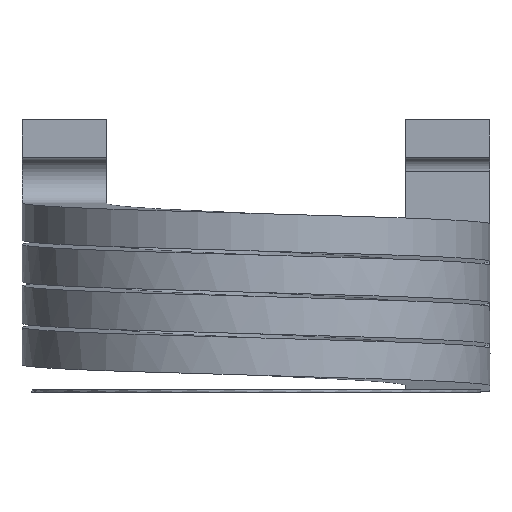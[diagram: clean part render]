
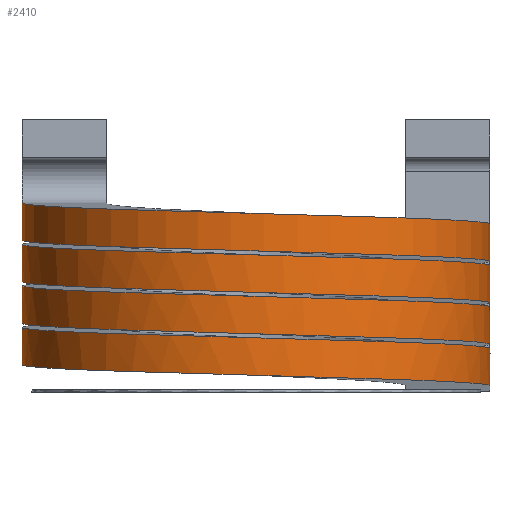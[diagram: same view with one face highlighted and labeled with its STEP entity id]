
A CAD part, front view. The second image highlights one B-rep face of the part: STEP entity #2410.
In plain terms, the highlighted cylindrical face has radius 5 mm (diameter 10 mm), a partial arc.
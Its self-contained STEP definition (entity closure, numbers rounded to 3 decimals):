
#26=(
BOUNDED_CURVE()
B_SPLINE_CURVE(2,(#3166,#3167,#3168,#3169,#3170,#3171,#3172,#3173,#3174,
#3175,#3176,#3177,#3178),.UNSPECIFIED.,.F.,.F.)
B_SPLINE_CURVE_WITH_KNOTS((3,2,2,2,2,2,3),(0.,0.042,0.083,
0.125,0.167,0.208,0.215),
 .UNSPECIFIED.)
CURVE()
GEOMETRIC_REPRESENTATION_ITEM()
RATIONAL_B_SPLINE_CURVE((1.,0.866,1.,0.866,1.,0.866,
1.,0.866,1.,0.866,1.,0.978,0.963))
REPRESENTATION_ITEM('')
);
#28=(
BOUNDED_CURVE()
B_SPLINE_CURVE(2,(#3183,#3184,#3185,#3186,#3187,#3188,#3189,#3190,#3191,
#3192,#3193,#3194,#3195,#3196,#3197,#3198,#3199,#3200,#3201,#3202,#3203,
#3204,#3205,#3206,#3207,#3208,#3209,#3210,#3211,#3212,#3213,#3214,#3215),
 .UNSPECIFIED.,.F.,.F.)
B_SPLINE_CURVE_WITH_KNOTS((3,2,2,2,2,2,2,2,2,2,2,2,2,2,2,2,3),(0.226,
0.25,0.292,0.333,0.375,0.417,0.458,
0.5,0.542,0.583,0.625,0.667,0.708,
0.75,0.792,0.833,0.875),.UNSPECIFIED.)
CURVE()
GEOMETRIC_REPRESENTATION_ITEM()
RATIONAL_B_SPLINE_CURVE((0.935,0.923,1.,0.866,
1.,0.866,1.,0.866,1.,0.866,1.,0.866,
1.,0.866,1.,0.866,1.,0.866,1.,0.866,
1.,0.866,1.,0.866,1.,0.866,1.,0.866,
1.,0.866,1.,0.866,1.))
REPRESENTATION_ITEM('')
);
#30=(
BOUNDED_CURVE()
B_SPLINE_CURVE(2,(#3263,#3264,#3265,#3266,#3267,#3268,#3269,#3270,#3271,
#3272,#3273,#3274,#3275,#3276,#3277,#3278,#3279,#3280,#3281,#3282,#3283,
#3284,#3285,#3286,#3287,#3288,#3289,#3290,#3291,#3292,#3293,#3294,#3295,
#3296,#3297,#3298,#3299,#3300,#3301,#3302,#3303,#3304,#3305),
 .UNSPECIFIED.,.F.,.F.)
B_SPLINE_CURVE_WITH_KNOTS((3,2,2,2,2,2,2,2,2,2,2,2,2,2,2,2,2,2,2,2,2,3),
(0.,0.042,0.083,0.125,0.167,0.208,
0.25,0.292,0.333,0.375,0.417,0.458,
0.5,0.542,0.583,0.625,0.667,0.708,
0.75,0.792,0.833,0.875),.UNSPECIFIED.)
CURVE()
GEOMETRIC_REPRESENTATION_ITEM()
RATIONAL_B_SPLINE_CURVE((1.,0.866,1.,0.866,1.,0.866,
1.,0.866,1.,0.866,1.,0.866,1.,0.866,
1.,0.866,1.,0.866,1.,0.866,1.,0.866,
1.,0.866,1.,0.866,1.,0.866,1.,0.866,
1.,0.866,1.,0.866,1.,0.866,1.,0.866,
1.,0.866,1.,0.866,1.))
REPRESENTATION_ITEM('')
);
#54=CIRCLE('',#2522,5.);
#62=CYLINDRICAL_SURFACE('',#2521,5.);
#77=LINE('',#2955,#182);
#95=LINE('',#3261,#200);
#96=LINE('',#3307,#201);
#182=VECTOR('',#2629,1000.);
#200=VECTOR('',#2657,1000.);
#201=VECTOR('',#2658,1000.);
#331=ORIENTED_EDGE('',*,*,#815,.T.);
#332=ORIENTED_EDGE('',*,*,#824,.F.);
#333=ORIENTED_EDGE('',*,*,#849,.F.);
#334=ORIENTED_EDGE('',*,*,#854,.T.);
#335=ORIENTED_EDGE('',*,*,#855,.T.);
#336=ORIENTED_EDGE('',*,*,#856,.F.);
#337=ORIENTED_EDGE('',*,*,#851,.F.);
#338=ORIENTED_EDGE('',*,*,#857,.F.);
#815=EDGE_CURVE('',#1080,#1081,#1255,.F.);
#824=EDGE_CURVE('',#1087,#1081,#77,.T.);
#849=EDGE_CURVE('',#1110,#1087,#26,.T.);
#851=EDGE_CURVE('',#1111,#1078,#28,.T.);
#854=EDGE_CURVE('',#1110,#1112,#95,.T.);
#855=EDGE_CURVE('',#1112,#1113,#30,.T.);
#856=EDGE_CURVE('',#1078,#1113,#96,.T.);
#857=EDGE_CURVE('',#1080,#1111,#54,.T.);
#1078=VERTEX_POINT('',#2919);
#1080=VERTEX_POINT('',#2930);
#1081=VERTEX_POINT('',#2931);
#1087=VERTEX_POINT('',#2953);
#1110=VERTEX_POINT('',#3179);
#1111=VERTEX_POINT('',#3182);
#1112=VERTEX_POINT('',#3262);
#1113=VERTEX_POINT('',#3306);
#1255=B_SPLINE_CURVE_WITH_KNOTS('',3,(#2926,#2927,#2928,#2929),
 .UNSPECIFIED.,.F.,.F.,(4,4),(0.,1.),.UNSPECIFIED.);
#1400=EDGE_LOOP('',(#331,#332,#333,#334,#335,#336,#337,#338));
#1513=FACE_BOUND('',#1400,.T.);
#2410=ADVANCED_FACE('',(#1513),#62,.T.);
#2521=AXIS2_PLACEMENT_3D('',#3260,#2655,#2656);
#2522=AXIS2_PLACEMENT_3D('',#3308,#2659,#2660);
#2629=DIRECTION('',(0.,0.,1.));
#2655=DIRECTION('',(0.,0.,-1.));
#2656=DIRECTION('',(1.,0.,0.));
#2657=DIRECTION('',(0.,0.,1.));
#2658=DIRECTION('',(0.,0.,1.));
#2659=DIRECTION('',(0.,0.,-1.));
#2660=DIRECTION('',(-1.,0.,0.));
#2919=CARTESIAN_POINT('',(-5.,0.,2.7));
#2926=CARTESIAN_POINT('',(3.2,3.842,0.379));
#2927=CARTESIAN_POINT('',(3.293,3.765,0.393));
#2928=CARTESIAN_POINT('',(3.379,3.687,0.4));
#2929=CARTESIAN_POINT('',(3.459,3.61,0.4));
#2930=CARTESIAN_POINT('',(3.459,3.61,0.4));
#2931=CARTESIAN_POINT('',(3.2,3.842,0.379));
#2953=CARTESIAN_POINT('',(3.2,3.842,0.361));
#2955=CARTESIAN_POINT('',(3.2,3.842,-2.7));
#3166=CARTESIAN_POINT('',(5.,0.,-0.4));
#3167=CARTESIAN_POINT('',(5.,-2.887,-0.326));
#3168=CARTESIAN_POINT('',(2.5,-4.33,-0.252));
#3169=CARTESIAN_POINT('',(0.,-5.774,-0.179));
#3170=CARTESIAN_POINT('',(-2.5,-4.33,-0.105));
#3171=CARTESIAN_POINT('',(-5.,-2.887,-0.031));
#3172=CARTESIAN_POINT('',(-5.,0.,0.043));
#3173=CARTESIAN_POINT('',(-5.,2.887,0.117));
#3174=CARTESIAN_POINT('',(-2.5,4.33,0.19));
#3175=CARTESIAN_POINT('',(0.,5.774,0.264));
#3176=CARTESIAN_POINT('',(2.5,4.33,0.338));
#3177=CARTESIAN_POINT('',(2.871,4.116,0.349));
#3178=CARTESIAN_POINT('',(3.2,3.842,0.361));
#3179=CARTESIAN_POINT('',(5.,0.,-0.4));
#3182=CARTESIAN_POINT('',(4.114,2.841,0.4));
#3183=CARTESIAN_POINT('',(4.114,2.841,0.4));
#3184=CARTESIAN_POINT('',(5.,1.559,0.446));
#3185=CARTESIAN_POINT('',(5.,0.,0.486));
#3186=CARTESIAN_POINT('',(5.,-2.887,0.56));
#3187=CARTESIAN_POINT('',(2.5,-4.33,0.633));
#3188=CARTESIAN_POINT('',(0.,-5.774,0.707));
#3189=CARTESIAN_POINT('',(-2.5,-4.33,0.781));
#3190=CARTESIAN_POINT('',(-5.,-2.887,0.855));
#3191=CARTESIAN_POINT('',(-5.,0.,0.929));
#3192=CARTESIAN_POINT('',(-5.,2.887,1.002));
#3193=CARTESIAN_POINT('',(-2.5,4.33,1.076));
#3194=CARTESIAN_POINT('',(0.,5.774,1.15));
#3195=CARTESIAN_POINT('',(2.5,4.33,1.224));
#3196=CARTESIAN_POINT('',(5.,2.887,1.298));
#3197=CARTESIAN_POINT('',(5.,0.,1.371));
#3198=CARTESIAN_POINT('',(5.,-2.887,1.445));
#3199=CARTESIAN_POINT('',(2.5,-4.33,1.519));
#3200=CARTESIAN_POINT('',(0.,-5.774,1.593));
#3201=CARTESIAN_POINT('',(-2.5,-4.33,1.667));
#3202=CARTESIAN_POINT('',(-5.,-2.887,1.74));
#3203=CARTESIAN_POINT('',(-5.,0.,1.814));
#3204=CARTESIAN_POINT('',(-5.,2.887,1.888));
#3205=CARTESIAN_POINT('',(-2.5,4.33,1.962));
#3206=CARTESIAN_POINT('',(0.,5.774,2.036));
#3207=CARTESIAN_POINT('',(2.5,4.33,2.11));
#3208=CARTESIAN_POINT('',(5.,2.887,2.183));
#3209=CARTESIAN_POINT('',(5.,0.,2.257));
#3210=CARTESIAN_POINT('',(5.,-2.887,2.331));
#3211=CARTESIAN_POINT('',(2.5,-4.33,2.405));
#3212=CARTESIAN_POINT('',(0.,-5.774,2.479));
#3213=CARTESIAN_POINT('',(-2.5,-4.33,2.552));
#3214=CARTESIAN_POINT('',(-5.,-2.887,2.626));
#3215=CARTESIAN_POINT('',(-5.,0.,2.7));
#3260=CARTESIAN_POINT('',(0.,0.,-2.7));
#3261=CARTESIAN_POINT('',(5.,0.,-0.4));
#3262=CARTESIAN_POINT('',(5.,0.,0.4));
#3263=CARTESIAN_POINT('',(5.,0.,0.4));
#3264=CARTESIAN_POINT('',(5.,-2.887,0.474));
#3265=CARTESIAN_POINT('',(2.5,-4.33,0.548));
#3266=CARTESIAN_POINT('',(0.,-5.774,0.621));
#3267=CARTESIAN_POINT('',(-2.5,-4.33,0.695));
#3268=CARTESIAN_POINT('',(-5.,-2.887,0.769));
#3269=CARTESIAN_POINT('',(-5.,0.,0.843));
#3270=CARTESIAN_POINT('',(-5.,2.887,0.917));
#3271=CARTESIAN_POINT('',(-2.5,4.33,0.99));
#3272=CARTESIAN_POINT('',(0.,5.774,1.064));
#3273=CARTESIAN_POINT('',(2.5,4.33,1.138));
#3274=CARTESIAN_POINT('',(5.,2.887,1.212));
#3275=CARTESIAN_POINT('',(5.,0.,1.286));
#3276=CARTESIAN_POINT('',(5.,-2.887,1.36));
#3277=CARTESIAN_POINT('',(2.5,-4.33,1.433));
#3278=CARTESIAN_POINT('',(0.,-5.774,1.507));
#3279=CARTESIAN_POINT('',(-2.5,-4.33,1.581));
#3280=CARTESIAN_POINT('',(-5.,-2.887,1.655));
#3281=CARTESIAN_POINT('',(-5.,0.,1.729));
#3282=CARTESIAN_POINT('',(-5.,2.887,1.802));
#3283=CARTESIAN_POINT('',(-2.5,4.33,1.876));
#3284=CARTESIAN_POINT('',(0.,5.774,1.95));
#3285=CARTESIAN_POINT('',(2.5,4.33,2.024));
#3286=CARTESIAN_POINT('',(5.,2.887,2.098));
#3287=CARTESIAN_POINT('',(5.,0.,2.171));
#3288=CARTESIAN_POINT('',(5.,-2.887,2.245));
#3289=CARTESIAN_POINT('',(2.5,-4.33,2.319));
#3290=CARTESIAN_POINT('',(0.,-5.774,2.393));
#3291=CARTESIAN_POINT('',(-2.5,-4.33,2.467));
#3292=CARTESIAN_POINT('',(-5.,-2.887,2.54));
#3293=CARTESIAN_POINT('',(-5.,0.,2.614));
#3294=CARTESIAN_POINT('',(-5.,2.887,2.688));
#3295=CARTESIAN_POINT('',(-2.5,4.33,2.762));
#3296=CARTESIAN_POINT('',(0.,5.774,2.836));
#3297=CARTESIAN_POINT('',(2.5,4.33,2.91));
#3298=CARTESIAN_POINT('',(5.,2.887,2.983));
#3299=CARTESIAN_POINT('',(5.,0.,3.057));
#3300=CARTESIAN_POINT('',(5.,-2.887,3.131));
#3301=CARTESIAN_POINT('',(2.5,-4.33,3.205));
#3302=CARTESIAN_POINT('',(0.,-5.774,3.279));
#3303=CARTESIAN_POINT('',(-2.5,-4.33,3.352));
#3304=CARTESIAN_POINT('',(-5.,-2.887,3.426));
#3305=CARTESIAN_POINT('',(-5.,0.,3.5));
#3306=CARTESIAN_POINT('',(-5.,0.,3.5));
#3307=CARTESIAN_POINT('',(-5.,0.,2.7));
#3308=CARTESIAN_POINT('',(0.,0.,0.4));
